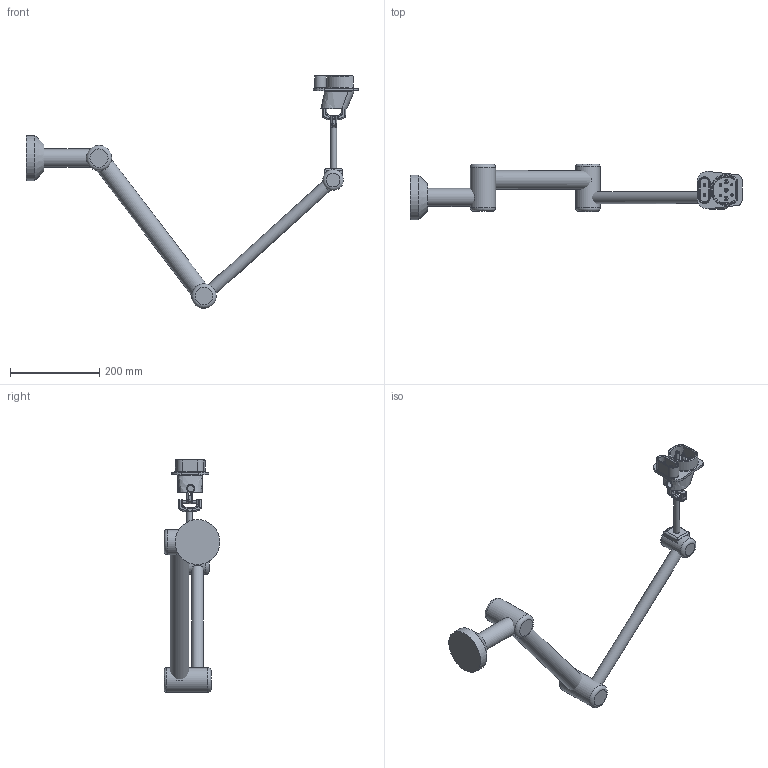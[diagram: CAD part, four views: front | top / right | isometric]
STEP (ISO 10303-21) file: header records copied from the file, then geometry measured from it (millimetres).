
FILE_DESCRIPTION(/* description */ (''),/* implementation_level */ '2;1');
FILE_NAME(/* name */ 'manip arm.step',/* time_stamp */ '2023-02-06T21:25:02+05:30',/* author */ (''),/* organization */ (''),/* preprocessor_version */ 'ST-DEVELOPER v19.2',/* originating_system */ 'Autodesk Translation Framework v11.17.0.187',/* authorisation */ '');
FILE_SCHEMA (('AUTOMOTIVE_DESIGN { 1 0 10303 214 3 1 1 }'));
Length unit declared in the file: metre
Products named in the file (2): manip arm; charger
Assembly tree (1 placements, depth 2):
  manip arm
    charger
Bounding box: 745.13 x 125.39 x 522.19 mm (x, y, z)
Volume: 1942791.3 mm3; surface area: 239869.9 mm2
Topology: 11 solids, 11 shells, 302 faces, 704 edges, 425 vertices
Faces by surface type: plane 105, cylinder 103, torus 42, bspline 37, sphere 14, cone 1
Full cylindrical faces by diameter (mm): 1.112 x3, 2.225 x6, 5.85 x1, 6.5 x5, 13 x1, 14.832 x1, 26.789 x1, 40.776 x1, 41.85 x1, 46.669 x1, 55.001 x1, 56.805 x1, 100.776 x1
Entity records: 12254 total; most frequent: CARTESIAN_POINT 5324, DIRECTION 1524, ORIENTED_EDGE 1382, EDGE_CURVE 691, AXIS2_PLACEMENT_3D 621, VERTEX_POINT 425, CIRCLE 348, EDGE_LOOP 326
